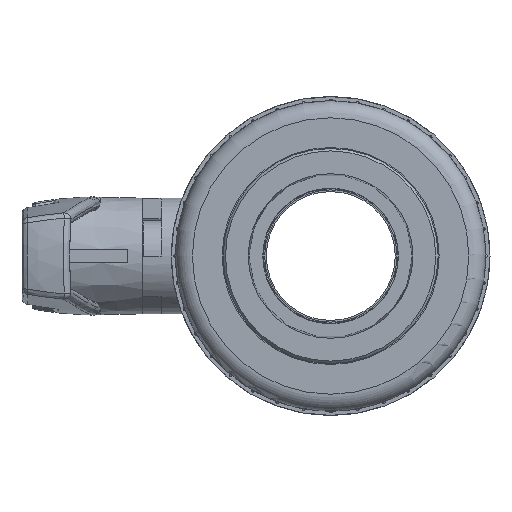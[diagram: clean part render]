
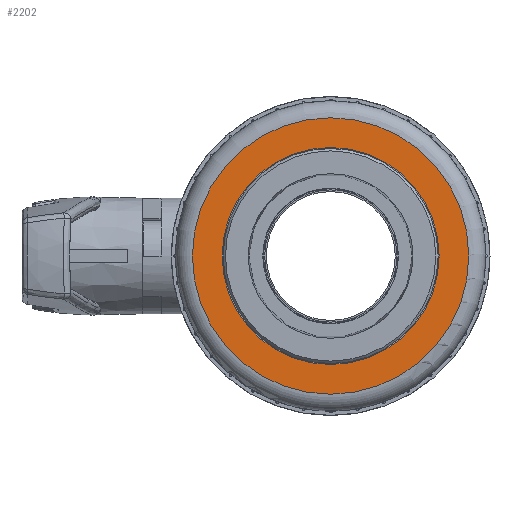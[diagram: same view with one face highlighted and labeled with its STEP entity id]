
A CAD part, left-side view. The second image highlights one B-rep face of the part: STEP entity #2202.
In plain terms, the highlighted planar face has unit normal (-1, 0, 0).
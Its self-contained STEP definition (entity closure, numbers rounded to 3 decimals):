
#1496=FACE_BOUND('',#4706,.T.);
#1497=FACE_BOUND('',#4707,.T.);
#2202=ADVANCED_FACE('',(#1496,#1497),#3068,.F.);
#3068=PLANE('',#19073);
#4706=EDGE_LOOP('',(#9784));
#4707=EDGE_LOOP('',(#9785));
#9784=ORIENTED_EDGE('',*,*,#15957,.T.);
#9785=ORIENTED_EDGE('',*,*,#15958,.T.);
#13940=VERTEX_POINT('',#31381);
#13941=VERTEX_POINT('',#31383);
#15957=EDGE_CURVE('',#13940,#13940,#17994,.T.);
#15958=EDGE_CURVE('',#13941,#13941,#17995,.T.);
#17994=CIRCLE('',#19071,29.34);
#17995=CIRCLE('',#19072,23.04);
#19071=AXIS2_PLACEMENT_3D('',#31380,#21850,#21851);
#19072=AXIS2_PLACEMENT_3D('',#31382,#21852,#21853);
#19073=AXIS2_PLACEMENT_3D('',#31384,#21854,#21855);
#21850=DIRECTION('',(-1.,0.,0.));
#21851=DIRECTION('',(0.,1.,0.));
#21852=DIRECTION('',(1.,0.,0.));
#21853=DIRECTION('',(0.,0.,-1.));
#21854=DIRECTION('',(1.,0.,0.));
#21855=DIRECTION('',(0.,1.,0.));
#31380=CARTESIAN_POINT('',(-678.46,-1.25,0.));
#31381=CARTESIAN_POINT('',(-678.46,28.09,0.));
#31382=CARTESIAN_POINT('',(-678.46,-1.25,0.));
#31383=CARTESIAN_POINT('',(-678.46,-1.25,-23.04));
#31384=CARTESIAN_POINT('',(-678.46,31.69,0.));
